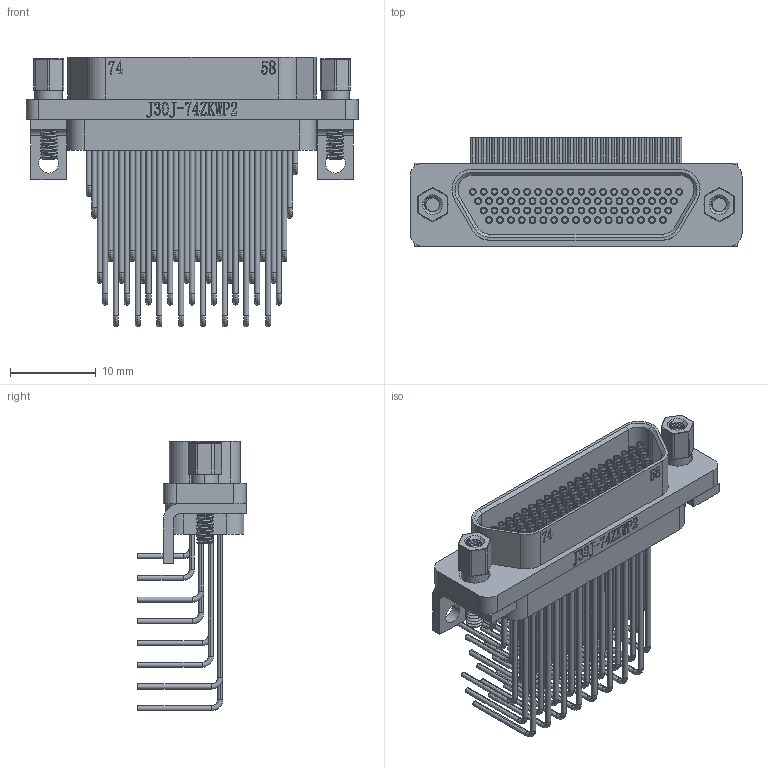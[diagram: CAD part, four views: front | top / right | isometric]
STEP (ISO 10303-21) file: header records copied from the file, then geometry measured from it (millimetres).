
FILE_DESCRIPTION (( 'STEP AP203' ), '1' );
FILE_NAME ('FMD002-F074BDNA-00.STEP', '2026-03-23T05:44:38', ( '' ), ( '' ), 'SwSTEP 2.0', 'SolidWorks 2021', '' );
FILE_SCHEMA (( 'CONFIG_CONTROL_DESIGN' ));
Products named in the file (1): FMD002-F074BDNA-00
Bounding box: 38.8 x 12.7 x 31.52 mm (x, y, z)
Volume: 2735.5 mm3; surface area: 6094.9 mm2
Topology: 1 solids, 1 shells, 2140 faces, 5231 edges, 3365 vertices
Faces by surface type: plane 786, cylinder 752, bspline 265, torus 172, cone 165
Entity records: 76427 total; most frequent: CARTESIAN_POINT 26620, ORIENTED_EDGE 10462, DIRECTION 10106, EDGE_CURVE 5231, AXIS2_PLACEMENT_3D 3715, VERTEX_POINT 3365, LINE 2676, VECTOR 2676
